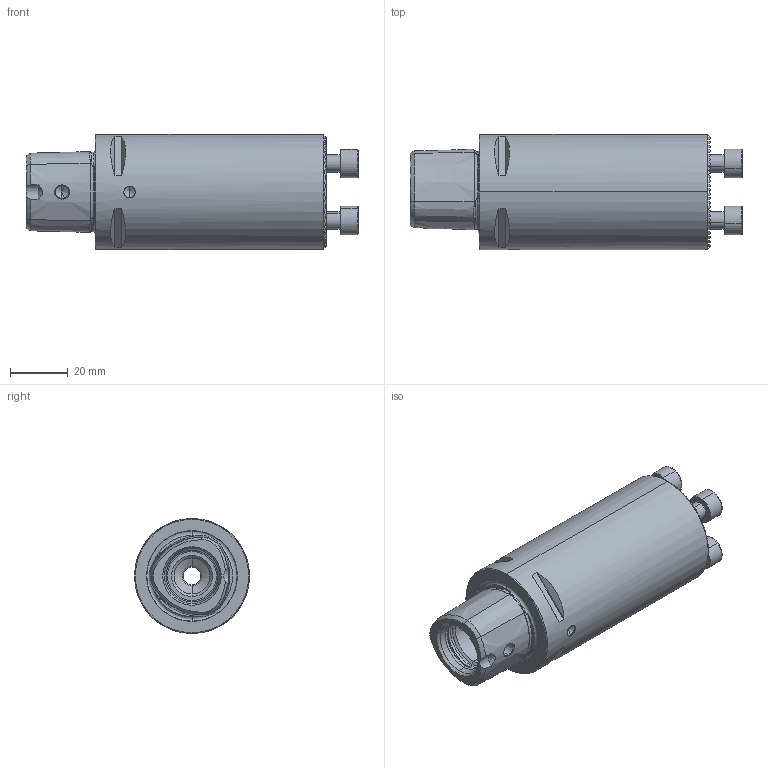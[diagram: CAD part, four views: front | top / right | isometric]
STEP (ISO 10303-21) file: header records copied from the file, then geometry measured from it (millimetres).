
FILE_DESCRIPTION (( 'STEP AP214' ), '1' );
FILE_NAME ('PS4-WK1.040.120.STEP', '2015-05-06T07:05:11', ( 'SWIAdmin' ), ( 'Hewlett-Packard Company' ), 'SwSTEP 2.0', 'SolidWorks 2012', '' );
FILE_SCHEMA (( 'AUTOMOTIVE_DESIGN' ));
Length unit declared in the file: millimetre
Products named in the file (4): DIN 3771 - 6x1; ISO 4762 - M6 x 16; PS4-WK1.040.120_A; PS4-WK1.040.120
Assembly tree (6 placements, depth 2):
  PS4-WK1.040.120
    PS4-WK1.040.120_A
    ISO 4762 - M6 x 16  x4
    DIN 3771 - 6x1
Bounding box: 115.4 x 40 x 40 mm (x, y, z)
Volume: 106683.6 mm3; surface area: 22212.3 mm2
Topology: 6 solids, 6 shells, 490 faces, 1280 edges, 796 vertices
Faces by surface type: plane 241, cylinder 109, cone 86, torus 54
Entity records: 14882 total; most frequent: CARTESIAN_POINT 4917, ORIENTED_EDGE 2184, DIRECTION 1818, EDGE_CURVE 1092, AXIS2_PLACEMENT_3D 726, VERTEX_POINT 697, EDGE_LOOP 423, B_SPLINE_CURVE_WITH_KNOTS 410
